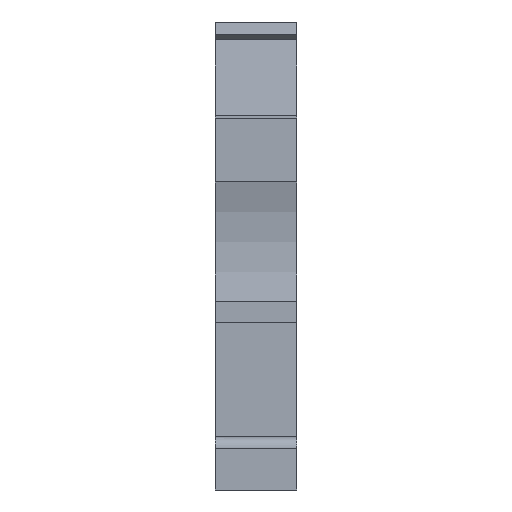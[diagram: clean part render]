
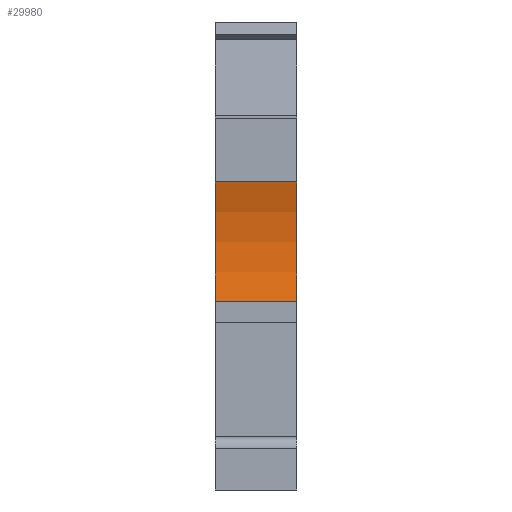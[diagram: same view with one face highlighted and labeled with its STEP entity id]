
A CAD part, front view. The second image highlights one B-rep face of the part: STEP entity #29980.
In plain terms, the highlighted cylindrical face has radius 15 mm (diameter 30 mm), a partial arc.
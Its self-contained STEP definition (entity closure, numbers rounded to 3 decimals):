
#1520=CARTESIAN_POINT('',(-47.2,7.95,
-5.15));
#1530=VERTEX_POINT('',#1520);
#1560=CARTESIAN_POINT('',(-61.509,3.45,
-5.15));
#1570=DIRECTION('',(0.,0.,1.));
#1580=DIRECTION('',(1.,0.,0.));
#1590=AXIS2_PLACEMENT_3D('',#1560,#1570,#1580);
#1600=CIRCLE('',#1590,15.);
#1610=CARTESIAN_POINT('',(-47.2,-1.05,
-5.15));
#1620=VERTEX_POINT('',#1610);
#1630=EDGE_CURVE('',#1620,#1530,#1600,.T.);
#9360=CARTESIAN_POINT('',(-47.2,-1.05,
1.));
#9370=VERTEX_POINT('',#9360);
#9400=CARTESIAN_POINT('',(-61.509,3.45,
1.));
#9410=DIRECTION('',(0.,0.,1.));
#9420=DIRECTION('',(1.,0.,0.));
#9430=AXIS2_PLACEMENT_3D('',#9400,#9410,#9420);
#9440=CIRCLE('',#9430,15.);
#9450=CARTESIAN_POINT('',(-47.2,7.95,
1.));
#9460=VERTEX_POINT('',#9450);
#9470=EDGE_CURVE('',#9370,#9460,#9440,.T.);
#29770=CARTESIAN_POINT('',(-61.509,3.45,
-5.15));
#29780=DIRECTION('',(0.,0.,1.));
#29790=DIRECTION('',(1.,0.,0.));
#29800=AXIS2_PLACEMENT_3D('',#29770,#29780,#29790);
#29810=CYLINDRICAL_SURFACE('',#29800,15.);
#29820=CARTESIAN_POINT('',(-47.2,7.95,
-5.15));
#29830=DIRECTION('',(0.,0.,1.));
#29840=VECTOR('',#29830,1.);
#29850=LINE('',#29820,#29840);
#29860=EDGE_CURVE('',#1530,#9460,#29850,.T.);
#29870=ORIENTED_EDGE('',*,*,#29860,.F.);
#29880=ORIENTED_EDGE('',*,*,#9470,.T.);
#29890=CARTESIAN_POINT('',(-47.2,-1.05,
-5.15));
#29900=DIRECTION('',(0.,0.,1.));
#29910=VECTOR('',#29900,1.);
#29920=LINE('',#29890,#29910);
#29930=EDGE_CURVE('',#1620,#9370,#29920,.T.);
#29940=ORIENTED_EDGE('',*,*,#29930,.T.);
#29950=ORIENTED_EDGE('',*,*,#1630,.F.);
#29960=EDGE_LOOP('',(#29950,#29940,#29880,#29870));
#29970=FACE_OUTER_BOUND('',#29960,.T.);
#29980=ADVANCED_FACE('',(#29970),#29810,.F.);
